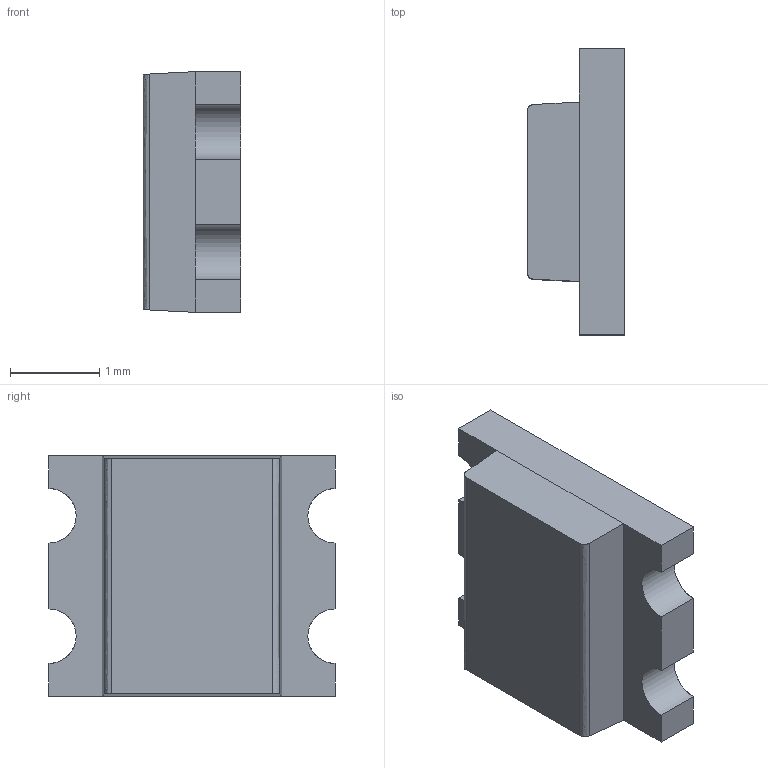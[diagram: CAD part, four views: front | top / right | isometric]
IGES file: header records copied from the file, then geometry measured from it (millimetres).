
Start section: SolidWorks IGES file using analytic representation for surfaces
Global section: file name: SM1210XXC.IGS; native system: SolidWorks 2012; preprocessor: SolidWorks 2012; author: sraja; date: 120905.101803; units: inch
Bounding box: 1.09 x 3.2 x 2.69 mm (x, y, z)
Surface area: 27.7 mm2 (no closed solid volume)
Topology: 0 solids, 0 shells, 22 faces, 180 edges, 180 vertices
Faces by surface type: bspline 16, revolution 6
